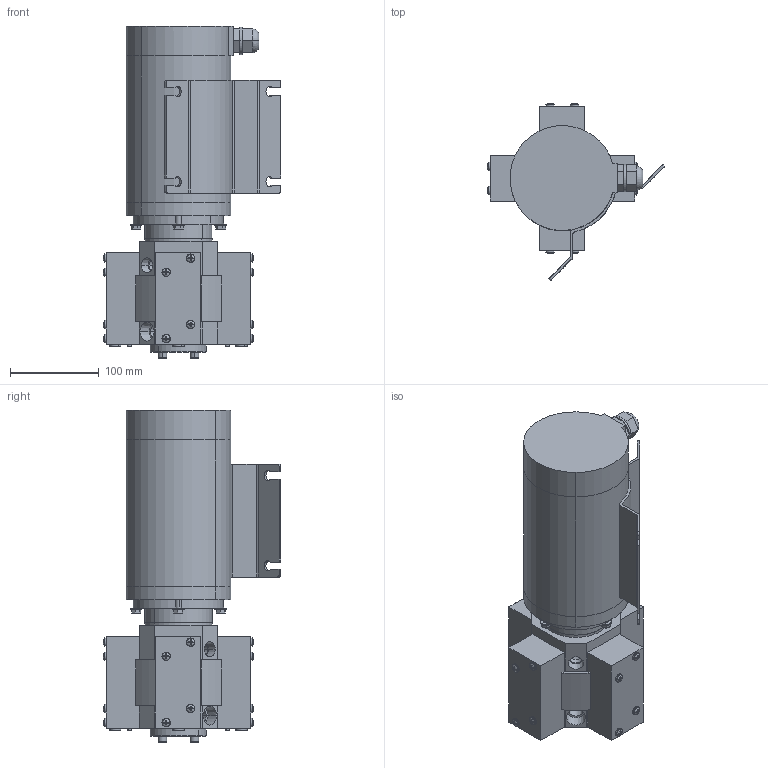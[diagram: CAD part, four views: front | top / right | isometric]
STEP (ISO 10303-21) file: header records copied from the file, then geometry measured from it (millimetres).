
FILE_DESCRIPTION (( 'STEP AP203' ), '1' );
FILE_NAME ('XPVC-M950.STEP', '2021-11-09T21:29:21', ( '' ), ( '' ), 'SwSTEP 2.0', 'SolidWorks 2018', '' );
FILE_SCHEMA (( 'CONFIG_CONTROL_DESIGN' ));
Length unit declared in the file: inch
Products named in the file (19): DRIVE, XPVC; 40582; socket head cap screw_ai_HX-SHCS 0.25-20x1.75x1.25-N; 40557_31103; hex washer screw_ai_PL-HWMS 0.25-20x0.75x0.75-N; PACKED HEAD A, XPVC; 40578; 40456; 40560; 40558_31101; pan cross head_ai_CR-PHMS 0.19-32x1x1-N; MANIFOLD ASSY, XPVC; PACKED HEAD B, XPVC; 40561; M950; 40579; 40593_31104; 40580; XPVC-M950
Assembly tree (36 placements, depth 3):
  XPVC-M950
    DRIVE, XPVC
      40557_31103
    MANIFOLD ASSY, XPVC
      40558_31101
      40578
      socket head cap screw_ai_HX-SHCS 0.25-20x1.75x1.25-N  x2
    PACKED HEAD A, XPVC  x2
      40560
      pan cross head_ai_CR-PHMS 0.19-32x1x1-N
      40579
      40580
    PACKED HEAD B, XPVC  x2
      40561
      pan cross head_ai_CR-PHMS 0.19-32x1x1-N
      40580
      40579
    40456  x4
    M950
    40593_31104
    hex washer screw_ai_PL-HWMS 0.25-20x0.75x0.75-N  x4
    40582
Bounding box: 200.12 x 200.12 x 373.71 mm (x, y, z)
Volume: 3825848 mm3; surface area: 509445.5 mm2
Topology: 46 solids, 46 shells, 1048 faces, 2368 edges, 1465 vertices
Faces by surface type: plane 583, cylinder 275, cone 104, torus 54, sphere 32
Entity records: 15872 total; most frequent: DIRECTION 2527, CARTESIAN_POINT 2318, ORIENTED_EDGE 2112, EDGE_CURVE 1056, AXIS2_PLACEMENT_3D 985, VERTEX_POINT 672, VECTOR 557, LINE 557
